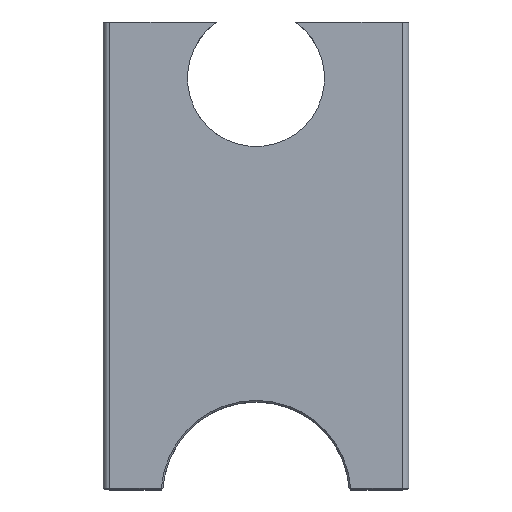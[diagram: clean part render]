
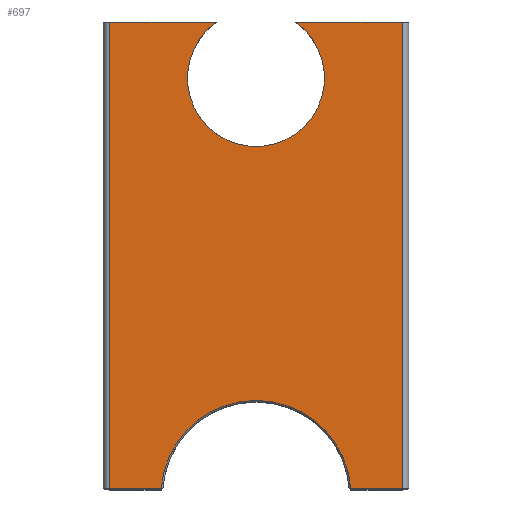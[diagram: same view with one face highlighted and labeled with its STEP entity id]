
A CAD part, top view. The second image highlights one B-rep face of the part: STEP entity #697.
In plain terms, the highlighted planar face has unit normal (0, 0, 1).
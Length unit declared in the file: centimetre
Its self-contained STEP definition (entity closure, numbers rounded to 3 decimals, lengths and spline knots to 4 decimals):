
#127=VECTOR('',#1556,1.);
#138=VECTOR('',#1589,1.);
#142=VECTOR('',#1610,1.);
#147=VECTOR('',#1631,1.);
#148=VECTOR('',#1634,1.);
#149=VECTOR('',#1635,1.);
#171=LINE('',#1154,#127);
#182=LINE('',#1443,#138);
#186=LINE('',#1458,#142);
#191=LINE('',#1477,#147);
#192=LINE('',#1481,#148);
#193=LINE('',#1483,#149);
#210=PLANE('',#759);
#265=VERTEX_POINT('',#1146);
#266=VERTEX_POINT('',#1153);
#271=VERTEX_POINT('',#1425);
#273=VERTEX_POINT('',#1442);
#274=VERTEX_POINT('',#1457);
#279=VERTEX_POINT('',#1478);
#280=VERTEX_POINT('',#1480);
#281=VERTEX_POINT('',#1482);
#298=CIRCLE('',#734,1.525);
#308=CIRCLE('',#760,1.1);
#348=EDGE_CURVE('',#266,#265,#171,.T.);
#361=EDGE_CURVE('',#265,#271,#298,.T.);
#368=EDGE_CURVE('',#271,#273,#182,.T.);
#376=EDGE_CURVE('',#274,#266,#186,.T.);
#384=EDGE_CURVE('',#279,#274,#191,.T.);
#385=EDGE_CURVE('',#280,#279,#308,.T.);
#386=EDGE_CURVE('',#281,#280,#192,.T.);
#387=EDGE_CURVE('',#273,#281,#193,.T.);
#524=ORIENTED_EDGE('',*,*,#348,.F.);
#525=ORIENTED_EDGE('',*,*,#376,.F.);
#526=ORIENTED_EDGE('',*,*,#384,.F.);
#527=ORIENTED_EDGE('',*,*,#385,.F.);
#528=ORIENTED_EDGE('',*,*,#386,.F.);
#529=ORIENTED_EDGE('',*,*,#387,.F.);
#530=ORIENTED_EDGE('',*,*,#368,.F.);
#531=ORIENTED_EDGE('',*,*,#361,.F.);
#601=EDGE_LOOP('',(#524,#525,#526,#527,#528,#529,#530,#531));
#655=FACE_BOUND('',#601,.T.);
#697=ADVANCED_FACE('',(#655),#210,.T.);
#734=AXIS2_PLACEMENT_3D('',#1431,#1575,#1576);
#759=AXIS2_PLACEMENT_3D('',#1476,#1630,$);
#760=AXIS2_PLACEMENT_3D('',#1479,#1632,#1633);
#1146=CARTESIAN_POINT('',(1.5207,-2.485,1.95));
#1153=CARTESIAN_POINT('',(2.35,-2.485,1.95));
#1154=CARTESIAN_POINT('',(0.6125,-2.485,1.95));
#1425=CARTESIAN_POINT('',(-1.5207,-2.485,1.95));
#1431=CARTESIAN_POINT('',(0.,-2.6,1.95));
#1442=CARTESIAN_POINT('',(-2.35,-2.485,1.95));
#1443=CARTESIAN_POINT('',(0.6125,-2.485,1.95));
#1457=CARTESIAN_POINT('',(2.35,5.,1.95));
#1458=CARTESIAN_POINT('',(2.35,0.2303,1.95));
#1476=CARTESIAN_POINT('',(0.,0.4606,1.95));
#1477=CARTESIAN_POINT('',(0.6325,5.,1.95));
#1478=CARTESIAN_POINT('',(0.6325,5.,1.95));
#1479=CARTESIAN_POINT('',(0.,4.1,1.95));
#1480=CARTESIAN_POINT('',(-0.6325,5.,1.95));
#1481=CARTESIAN_POINT('',(-2.45,5.,1.95));
#1482=CARTESIAN_POINT('',(-2.35,5.,1.95));
#1483=CARTESIAN_POINT('',(-2.35,0.2303,1.95));
#1556=DIRECTION('',(-1.,0.,0.));
#1575=DIRECTION('',(0.,0.,1.));
#1576=DIRECTION('',(0.,1.525,0.));
#1589=DIRECTION('',(-1.,0.,0.));
#1610=DIRECTION('',(0.,-1.,0.));
#1630=DIRECTION('',(0.,0.,1.));
#1631=DIRECTION('',(1.,0.,0.));
#1632=DIRECTION('',(0.,0.,1.));
#1633=DIRECTION('',(1.1,0.,0.));
#1634=DIRECTION('',(1.,0.,0.));
#1635=DIRECTION('',(0.,1.,0.));
